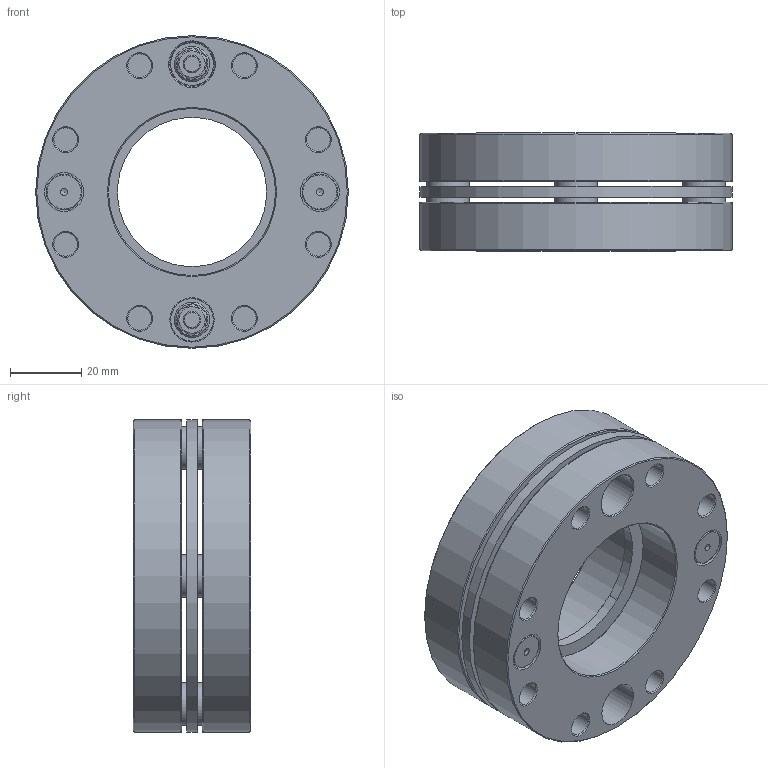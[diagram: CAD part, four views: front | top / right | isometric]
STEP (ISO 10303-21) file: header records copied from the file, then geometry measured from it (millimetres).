
FILE_DESCRIPTION(/* description */ ('Unknown'),/* implementation_level */ '2;1');
FILE_NAME(/* name */ 'HK80-4,5-00-00',/* time_stamp */ '2020-09-14T11:09:46+02:00',/* author */ ('Unknown'),/* organization */ ('Unknown'),/* preprocessor_version */ 'ST-DEVELOPER v16.7',/* originating_system */ 'Solid Edge',/* authorisation */ 'Unknown');
FILE_SCHEMA (('AUTOMOTIVE_DESIGN {1 0 10303 214 3 1 1}'));
Length unit declared in the file: millimetre
Products named in the file (1): Part5
Bounding box: 88 x 33.1 x 88 mm (x, y, z)
Volume: 120298.3 mm3; surface area: 44592.1 mm2
Topology: 1 solids, 1 shells, 181 faces, 405 edges, 254 vertices
Faces by surface type: cone 62, cylinder 55, plane 54, torus 10
Full cylindrical faces by diameter (mm): 5 x4, 6.647 x16, 10 x8, 11 x4, 12 x8, 12.5 x4, 47 x2, 87.9 x1, 88 x2
Entity records: 5720 total; most frequent: CARTESIAN_POINT 868, DIRECTION 758, ORIENTED_EDGE 520, FACE_BOUND 384, EDGE_LOOP 380, AXIS2_PLACEMENT_3D 364, EDGE_CURVE 260, VERTEX_POINT 234
